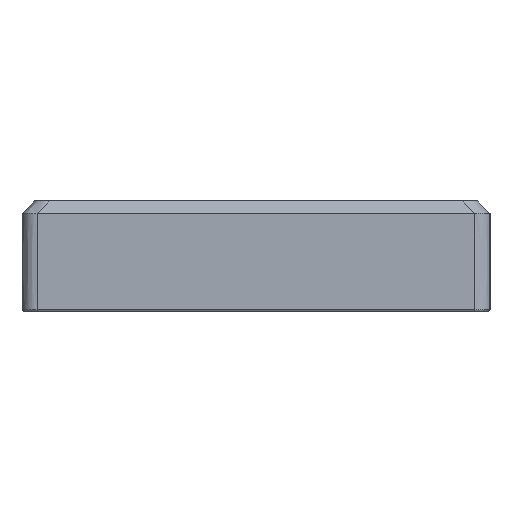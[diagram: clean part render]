
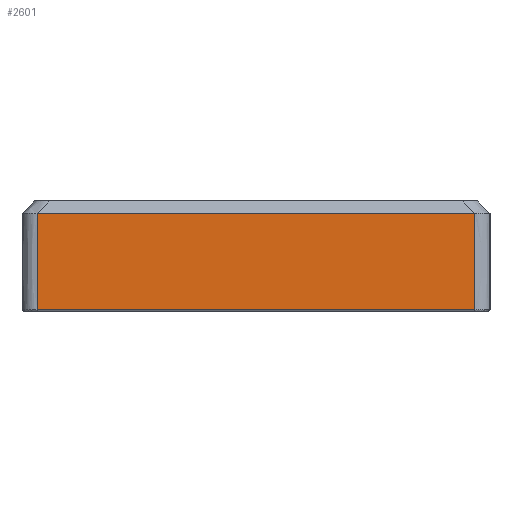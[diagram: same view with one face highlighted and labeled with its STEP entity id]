
A CAD part, left-side view. The second image highlights one B-rep face of the part: STEP entity #2601.
In plain terms, the highlighted planar face has unit normal (-1, 0, 0).
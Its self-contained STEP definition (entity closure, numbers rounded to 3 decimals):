
#56=PLANE('',#2812);
#136=B_SPLINE_CURVE_WITH_KNOTS('',3,(#4154,#4155,#4156,#4157),
 .UNSPECIFIED.,.F.,.F.,(4,4),(-0.075,1.82),
 .UNSPECIFIED.);
#144=B_SPLINE_CURVE_WITH_KNOTS('',3,(#4281,#4282,#4283,#4284),
 .UNSPECIFIED.,.F.,.F.,(4,4),(-0.075,1.82),.UNSPECIFIED.);
#187=LINE('',#4066,#413);
#198=LINE('',#4280,#424);
#413=VECTOR('',#3174,10.);
#424=VECTOR('',#3205,10.);
#703=FACE_OUTER_BOUND('',#866,.T.);
#866=EDGE_LOOP('',(#1933,#1934,#1935,#1936));
#1185=VERTEX_POINT('',#4048);
#1187=VERTEX_POINT('',#4062);
#1192=VERTEX_POINT('',#4141);
#1198=VERTEX_POINT('',#4279);
#1453=EDGE_CURVE('',#1185,#1187,#187,.T.);
#1461=EDGE_CURVE('',#1192,#1185,#136,.F.);
#1477=EDGE_CURVE('',#1198,#1192,#198,.T.);
#1478=EDGE_CURVE('',#1187,#1198,#144,.T.);
#1933=ORIENTED_EDGE('',*,*,#1453,.F.);
#1934=ORIENTED_EDGE('',*,*,#1461,.F.);
#1935=ORIENTED_EDGE('',*,*,#1477,.F.);
#1936=ORIENTED_EDGE('',*,*,#1478,.F.);
#2601=ADVANCED_FACE('',(#703),#56,.T.);
#2812=AXIS2_PLACEMENT_3D('',#4278,#3203,#3204);
#3174=DIRECTION('',(0.,1.,0.));
#3203=DIRECTION('center_axis',(-1.,0.,0.));
#3204=DIRECTION('ref_axis',(0.,-1.,0.));
#3205=DIRECTION('',(0.,-1.,0.));
#4048=CARTESIAN_POINT('',(61.056,-133.587,-12.15));
#4062=CARTESIAN_POINT('',(61.056,-47.388,-12.15));
#4066=CARTESIAN_POINT('',(61.056,-67.438,-12.15));
#4141=CARTESIAN_POINT('',(61.056,-133.587,6.8));
#4154=CARTESIAN_POINT('Ctrl Pts',(61.056,-133.587,-12.15));
#4155=CARTESIAN_POINT('Ctrl Pts',(61.056,-133.587,-5.833));
#4156=CARTESIAN_POINT('Ctrl Pts',(61.056,-133.587,0.483));
#4157=CARTESIAN_POINT('Ctrl Pts',(61.056,-133.587,6.8));
#4278=CARTESIAN_POINT('Origin',(61.056,-44.388,1.6));
#4279=CARTESIAN_POINT('',(61.056,-47.388,6.8));
#4280=CARTESIAN_POINT('',(61.056,-67.438,6.8));
#4281=CARTESIAN_POINT('Ctrl Pts',(61.056,-47.388,-12.15));
#4282=CARTESIAN_POINT('Ctrl Pts',(61.056,-47.388,-5.833));
#4283=CARTESIAN_POINT('Ctrl Pts',(61.056,-47.388,0.483));
#4284=CARTESIAN_POINT('Ctrl Pts',(61.056,-47.388,6.8));
